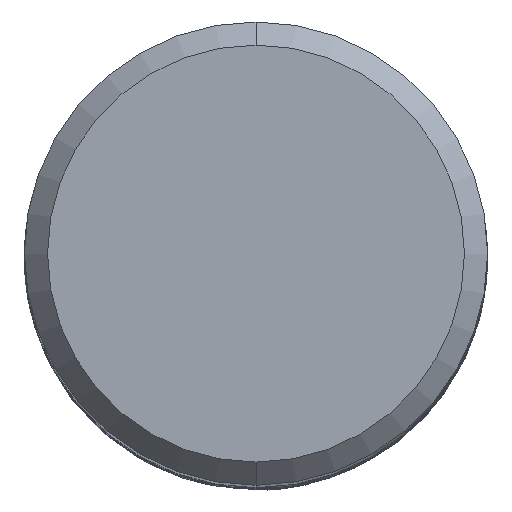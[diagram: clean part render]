
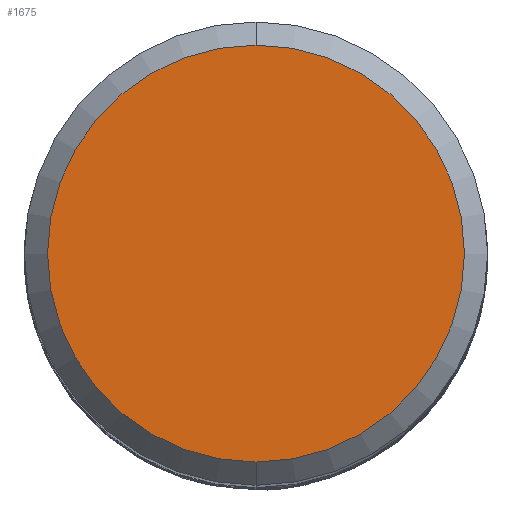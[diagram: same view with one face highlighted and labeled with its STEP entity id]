
A CAD part, top view. The second image highlights one B-rep face of the part: STEP entity #1675.
In plain terms, the highlighted planar face has unit normal (0, 0, 1).
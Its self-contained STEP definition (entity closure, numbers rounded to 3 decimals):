
#997=VERTEX_POINT('',#2230);
#1379=EDGE_CURVE('',#1595,#997,#2649,.T.);
#1595=VERTEX_POINT('',#2888);
#1675=ADVANCED_FACE('',(#2975),#2976,.T.);
#1797=EDGE_CURVE('',#997,#1595,#3103,.T.);
#2230=CARTESIAN_POINT('',(0.,-9.0,0.0));
#2649=CIRCLE('',#18073,9.0);
#2888=CARTESIAN_POINT('',(0.0,9.0,0.0));
#2975=FACE_OUTER_BOUND('',#23590,.T.);
#2976=PLANE('',#23591);
#3103=CIRCLE('',#24793,9.0);
#18073=AXIS2_PLACEMENT_3D('',#25620,#25621,#25622);
#23590=EDGE_LOOP('',(#25941,#25942));
#23591=AXIS2_PLACEMENT_3D('',#25943,#25944,#25945);
#24793=AXIS2_PLACEMENT_3D('',#26026,#26027,#26028);
#25620=CARTESIAN_POINT('',(0.0,0.0,0.0));
#25621=DIRECTION('',(0.0,0.0,-1.0));
#25622=DIRECTION('',(0.0,1.0,0.0));
#25941=ORIENTED_EDGE('',*,*,#1379,.F.);
#25942=ORIENTED_EDGE('',*,*,#1797,.F.);
#25943=CARTESIAN_POINT('',(0.0,4.5,0.0));
#25944=DIRECTION('',(-0.0,0.0,1.0));
#25945=DIRECTION('',(0.0,-1.0,0.0));
#26026=CARTESIAN_POINT('',(0.0,0.0,0.0));
#26027=DIRECTION('',(0.0,0.0,-1.0));
#26028=DIRECTION('',(0.0,1.0,0.0));
